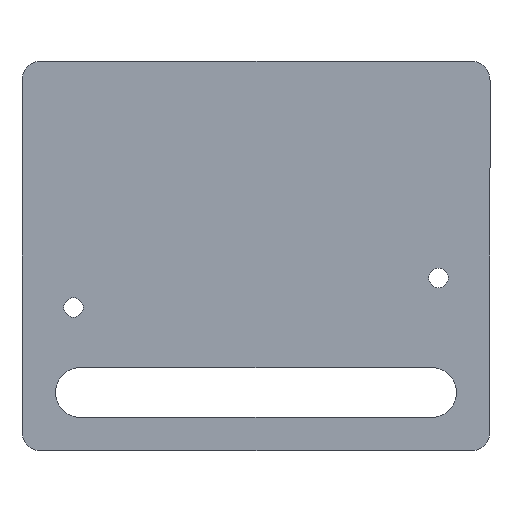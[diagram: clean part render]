
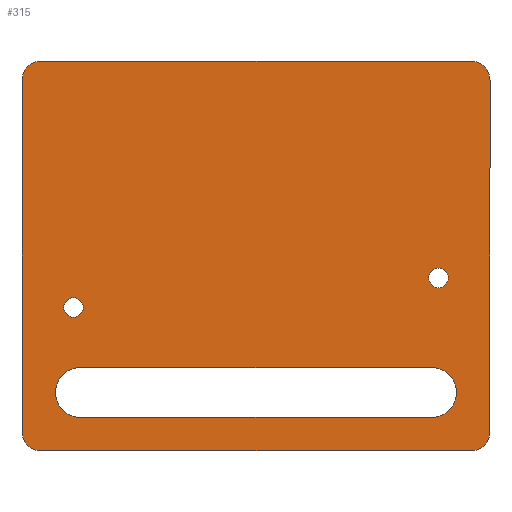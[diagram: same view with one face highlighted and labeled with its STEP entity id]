
A CAD part, front view. The second image highlights one B-rep face of the part: STEP entity #315.
In plain terms, the highlighted planar face has unit normal (0, -1, 0).
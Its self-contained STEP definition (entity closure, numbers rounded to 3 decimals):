
#17 = DIRECTION ( 'NONE',  ( 0., -1., 0. ) ) ;
#29 = CIRCLE ( 'NONE', #628, 2.5 ) ;
#32 = CARTESIAN_POINT ( 'NONE',  ( 30., 0., -22.5 ) ) ;
#34 = ORIENTED_EDGE ( 'NONE', *, *, #295, .T. ) ;
#42 = VECTOR ( 'NONE', #298, 1000. ) ;
#50 = VERTEX_POINT ( 'NONE', #473 ) ;
#52 = DIRECTION ( 'NONE',  ( 0., 1., 0. ) ) ;
#55 = CARTESIAN_POINT ( 'NONE',  ( 22.5, 0., -14.3 ) ) ;
#59 = DIRECTION ( 'NONE',  ( 0., 0., 1. ) ) ;
#65 = EDGE_CURVE ( 'NONE', #71, #480, #281, .T. ) ;
#71 = VERTEX_POINT ( 'NONE', #363 ) ;
#77 = EDGE_CURVE ( 'NONE', #117, #438, #589, .T. ) ;
#84 = EDGE_CURVE ( 'NONE', #192, #432, #101, .T. ) ;
#89 = EDGE_CURVE ( 'NONE', #364, #592, #328, .T. ) ;
#94 = CARTESIAN_POINT ( 'NONE',  ( -22.5, 0., -20.7 ) ) ;
#96 = ORIENTED_EDGE ( 'NONE', *, *, #456, .F. ) ;
#101 = CIRCLE ( 'NONE', #420, 3.2 ) ;
#102 = CIRCLE ( 'NONE', #308, 3.2 ) ;
#107 = ORIENTED_EDGE ( 'NONE', *, *, #561, .T. ) ;
#109 = DIRECTION ( 'NONE',  ( 0., -1., 0. ) ) ;
#117 = VERTEX_POINT ( 'NONE', #239 ) ;
#122 = CARTESIAN_POINT ( 'NONE',  ( 30., 0., 22.5 ) ) ;
#132 = FACE_BOUND ( 'NONE', #217, .T. ) ;
#137 = VERTEX_POINT ( 'NONE', #226 ) ;
#140 = CARTESIAN_POINT ( 'NONE',  ( -27.5, 0., 22.5 ) ) ;
#142 = CIRCLE ( 'NONE', #528, 2.5 ) ;
#143 = CARTESIAN_POINT ( 'NONE',  ( 0., 0., 0. ) ) ;
#163 = ORIENTED_EDGE ( 'NONE', *, *, #385, .F. ) ;
#165 = LINE ( 'NONE', #408, #406 ) ;
#169 = LINE ( 'NONE', #457, #631 ) ;
#191 = LINE ( 'NONE', #568, #533 ) ;
#192 = VERTEX_POINT ( 'NONE', #546 ) ;
#194 = AXIS2_PLACEMENT_3D ( 'NONE', #602, #109, #300 ) ;
#195 = PLANE ( 'NONE',  #343 ) ;
#197 = DIRECTION ( 'NONE',  ( 0., 1., 0. ) ) ;
#206 = DIRECTION ( 'NONE',  ( 0., -1., 0. ) ) ;
#208 = CARTESIAN_POINT ( 'NONE',  ( 27.5, 0., 25. ) ) ;
#211 = ORIENTED_EDGE ( 'NONE', *, *, #280, .T. ) ;
#217 = EDGE_LOOP ( 'NONE', ( #697, #34 ) ) ;
#226 = CARTESIAN_POINT ( 'NONE',  ( -30., 0., 22.5 ) ) ;
#238 = CARTESIAN_POINT ( 'NONE',  ( -23.4, 0., -6.6 ) ) ;
#239 = CARTESIAN_POINT ( 'NONE',  ( -27.5, 0., 25. ) ) ;
#260 = DIRECTION ( 'NONE',  ( 0., 0., 1. ) ) ;
#264 = DIRECTION ( 'NONE',  ( 0., 0., -1. ) ) ;
#268 = CARTESIAN_POINT ( 'NONE',  ( -22.5, 0., -14.3 ) ) ;
#275 = DIRECTION ( 'NONE',  ( 0., 0., 1. ) ) ;
#280 = EDGE_CURVE ( 'NONE', #117, #137, #687, .T. ) ;
#281 = CIRCLE ( 'NONE', #194, 2.5 ) ;
#282 = DIRECTION ( 'NONE',  ( 1., 0., 0. ) ) ;
#284 = ORIENTED_EDGE ( 'NONE', *, *, #65, .T. ) ;
#295 = EDGE_CURVE ( 'NONE', #556, #632, #753, .T. ) ;
#298 = DIRECTION ( 'NONE',  ( 1., 0., 0. ) ) ;
#300 = DIRECTION ( 'NONE',  ( 0., 0., 1. ) ) ;
#301 = EDGE_CURVE ( 'NONE', #592, #364, #359, .T. ) ;
#308 = AXIS2_PLACEMENT_3D ( 'NONE', #526, #471, #587 ) ;
#310 = EDGE_LOOP ( 'NONE', ( #509, #386 ) ) ;
#313 = AXIS2_PLACEMENT_3D ( 'NONE', #357, #603, #529 ) ;
#315 = ADVANCED_FACE ( 'NONE', ( #348, #132, #593, #382 ), #195, .F. ) ;
#323 = VERTEX_POINT ( 'NONE', #325 ) ;
#325 = CARTESIAN_POINT ( 'NONE',  ( -27.5, 0., -25. ) ) ;
#328 = CIRCLE ( 'NONE', #313, 1.25 ) ;
#339 = DIRECTION ( 'NONE',  ( 0., 0., 1. ) ) ;
#343 = AXIS2_PLACEMENT_3D ( 'NONE', #143, #197, #260 ) ;
#345 = CARTESIAN_POINT ( 'NONE',  ( -23.4, 0., -5.35 ) ) ;
#348 = FACE_BOUND ( 'NONE', #521, .T. ) ;
#356 = AXIS2_PLACEMENT_3D ( 'NONE', #238, #661, #59 ) ;
#357 = CARTESIAN_POINT ( 'NONE',  ( 23.4, 0., -2.8 ) ) ;
#359 = CIRCLE ( 'NONE', #366, 1.25 ) ;
#363 = CARTESIAN_POINT ( 'NONE',  ( 27.5, 0., -25. ) ) ;
#364 = VERTEX_POINT ( 'NONE', #682 ) ;
#366 = AXIS2_PLACEMENT_3D ( 'NONE', #563, #444, #746 ) ;
#381 = ORIENTED_EDGE ( 'NONE', *, *, #77, .F. ) ;
#382 = FACE_OUTER_BOUND ( 'NONE', #645, .T. ) ;
#385 = EDGE_CURVE ( 'NONE', #691, #480, #191, .T. ) ;
#386 = ORIENTED_EDGE ( 'NONE', *, *, #89, .T. ) ;
#404 = DIRECTION ( 'NONE',  ( -1., 0., 0. ) ) ;
#406 = VECTOR ( 'NONE', #656, 1000. ) ;
#408 = CARTESIAN_POINT ( 'NONE',  ( -30., 0., -25. ) ) ;
#420 = AXIS2_PLACEMENT_3D ( 'NONE', #598, #52, #541 ) ;
#432 = VERTEX_POINT ( 'NONE', #268 ) ;
#438 = VERTEX_POINT ( 'NONE', #208 ) ;
#442 = ORIENTED_EDGE ( 'NONE', *, *, #84, .T. ) ;
#443 = DIRECTION ( 'NONE',  ( 0., 0., 1. ) ) ;
#444 = DIRECTION ( 'NONE',  ( 0., 1., 0. ) ) ;
#455 = ORIENTED_EDGE ( 'NONE', *, *, #511, .T. ) ;
#456 = EDGE_CURVE ( 'NONE', #736, #137, #495, .T. ) ;
#457 = CARTESIAN_POINT ( 'NONE',  ( -22.5, 0., -14.3 ) ) ;
#458 = EDGE_CURVE ( 'NONE', #432, #766, #169, .T. ) ;
#466 = ORIENTED_EDGE ( 'NONE', *, *, #458, .T. ) ;
#471 = DIRECTION ( 'NONE',  ( 0., 1., 0. ) ) ;
#473 = CARTESIAN_POINT ( 'NONE',  ( 22.5, 0., -20.7 ) ) ;
#474 = CARTESIAN_POINT ( 'NONE',  ( 27.5, 0., 22.5 ) ) ;
#480 = VERTEX_POINT ( 'NONE', #32 ) ;
#493 = LINE ( 'NONE', #94, #684 ) ;
#495 = LINE ( 'NONE', #638, #633 ) ;
#501 = DIRECTION ( 'NONE',  ( 0., 1., 0. ) ) ;
#509 = ORIENTED_EDGE ( 'NONE', *, *, #301, .T. ) ;
#511 = EDGE_CURVE ( 'NONE', #736, #323, #142, .T. ) ;
#521 = EDGE_LOOP ( 'NONE', ( #107, #442, #466, #747 ) ) ;
#526 = CARTESIAN_POINT ( 'NONE',  ( 22.5, 0., -17.5 ) ) ;
#528 = AXIS2_PLACEMENT_3D ( 'NONE', #696, #206, #339 ) ;
#529 = DIRECTION ( 'NONE',  ( 0., 0., 1. ) ) ;
#533 = VECTOR ( 'NONE', #264, 1000. ) ;
#536 = ORIENTED_EDGE ( 'NONE', *, *, #569, .F. ) ;
#541 = DIRECTION ( 'NONE',  ( 0., 0., 1. ) ) ;
#546 = CARTESIAN_POINT ( 'NONE',  ( -22.5, 0., -20.7 ) ) ;
#556 = VERTEX_POINT ( 'NONE', #700 ) ;
#561 = EDGE_CURVE ( 'NONE', #50, #192, #493, .T. ) ;
#562 = DIRECTION ( 'NONE',  ( 0., 0., 1. ) ) ;
#563 = CARTESIAN_POINT ( 'NONE',  ( 23.4, 0., -2.8 ) ) ;
#568 = CARTESIAN_POINT ( 'NONE',  ( 30., 0., -25. ) ) ;
#569 = EDGE_CURVE ( 'NONE', #71, #323, #165, .T. ) ;
#577 = AXIS2_PLACEMENT_3D ( 'NONE', #140, #17, #443 ) ;
#587 = DIRECTION ( 'NONE',  ( 0., 0., 1. ) ) ;
#589 = LINE ( 'NONE', #770, #42 ) ;
#592 = VERTEX_POINT ( 'NONE', #762 ) ;
#593 = FACE_BOUND ( 'NONE', #310, .T. ) ;
#598 = CARTESIAN_POINT ( 'NONE',  ( -22.5, 0., -17.5 ) ) ;
#602 = CARTESIAN_POINT ( 'NONE',  ( 27.5, 0., -22.5 ) ) ;
#603 = DIRECTION ( 'NONE',  ( 0., 1., 0. ) ) ;
#624 = EDGE_CURVE ( 'NONE', #691, #438, #29, .T. ) ;
#628 = AXIS2_PLACEMENT_3D ( 'NONE', #474, #647, #772 ) ;
#629 = CARTESIAN_POINT ( 'NONE',  ( -23.4, 0., -6.6 ) ) ;
#631 = VECTOR ( 'NONE', #282, 1000. ) ;
#632 = VERTEX_POINT ( 'NONE', #345 ) ;
#633 = VECTOR ( 'NONE', #275, 1000. ) ;
#638 = CARTESIAN_POINT ( 'NONE',  ( -30., 0., -25. ) ) ;
#645 = EDGE_LOOP ( 'NONE', ( #96, #455, #536, #284, #163, #670, #381, #211 ) ) ;
#646 = EDGE_CURVE ( 'NONE', #766, #50, #102, .T. ) ;
#647 = DIRECTION ( 'NONE',  ( 0., -1., 0. ) ) ;
#656 = DIRECTION ( 'NONE',  ( -1., 0., 0. ) ) ;
#657 = AXIS2_PLACEMENT_3D ( 'NONE', #629, #501, #562 ) ;
#661 = DIRECTION ( 'NONE',  ( 0., 1., 0. ) ) ;
#667 = CARTESIAN_POINT ( 'NONE',  ( -30., 0., -22.5 ) ) ;
#670 = ORIENTED_EDGE ( 'NONE', *, *, #624, .T. ) ;
#682 = CARTESIAN_POINT ( 'NONE',  ( 23.4, 0., -4.05 ) ) ;
#684 = VECTOR ( 'NONE', #404, 1000. ) ;
#687 = CIRCLE ( 'NONE', #577, 2.5 ) ;
#691 = VERTEX_POINT ( 'NONE', #122 ) ;
#696 = CARTESIAN_POINT ( 'NONE',  ( -27.5, 0., -22.5 ) ) ;
#697 = ORIENTED_EDGE ( 'NONE', *, *, #754, .T. ) ;
#700 = CARTESIAN_POINT ( 'NONE',  ( -23.4, 0., -7.85 ) ) ;
#708 = CIRCLE ( 'NONE', #356, 1.25 ) ;
#736 = VERTEX_POINT ( 'NONE', #667 ) ;
#746 = DIRECTION ( 'NONE',  ( 0., 0., 1. ) ) ;
#747 = ORIENTED_EDGE ( 'NONE', *, *, #646, .T. ) ;
#753 = CIRCLE ( 'NONE', #657, 1.25 ) ;
#754 = EDGE_CURVE ( 'NONE', #632, #556, #708, .T. ) ;
#762 = CARTESIAN_POINT ( 'NONE',  ( 23.4, 0., -1.55 ) ) ;
#766 = VERTEX_POINT ( 'NONE', #55 ) ;
#770 = CARTESIAN_POINT ( 'NONE',  ( -30., 0., 25. ) ) ;
#772 = DIRECTION ( 'NONE',  ( 0., 0., 1. ) ) ;
